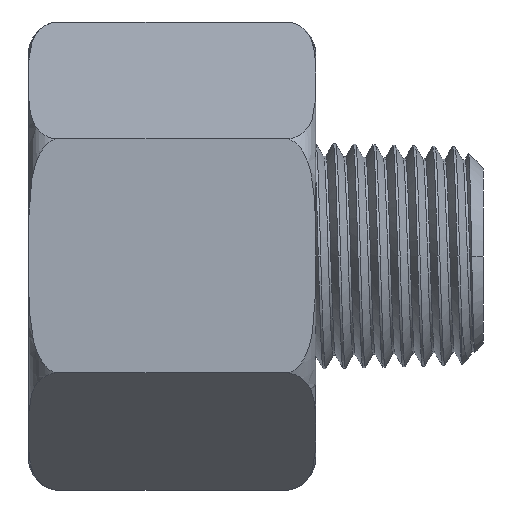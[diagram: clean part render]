
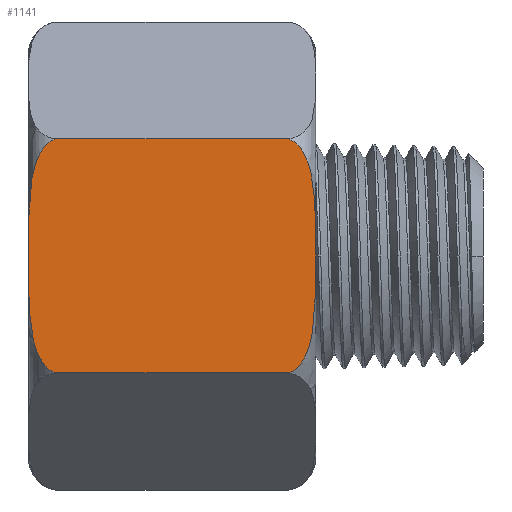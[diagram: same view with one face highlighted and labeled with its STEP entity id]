
A CAD part, front view. The second image highlights one B-rep face of the part: STEP entity #1141.
In plain terms, the highlighted face is planar.
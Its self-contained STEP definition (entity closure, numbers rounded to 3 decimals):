
#77=LINE('',#1644,#124);
#78=LINE('',#1691,#125);
#124=VECTOR('',#1332,1.);
#125=VECTOR('',#1333,1.);
#177=B_SPLINE_CURVE_WITH_KNOTS('',3,(#1598,#1599,#1600,#1601,#1602,#1603,
#1604,#1605,#1606,#1607,#1608,#1609,#1610,#1611,#1612,#1613,#1614,#1615,
#1616,#1617,#1618,#1619),.UNSPECIFIED.,.F.,.F.,(4,2,2,2,2,2,2,2,2,2,4),
(6.083,6.125,6.265,6.406,6.852,
7.299,7.857,8.416,9.533,10.65,
11.767),.UNSPECIFIED.);
#178=B_SPLINE_CURVE_WITH_KNOTS('',3,(#1621,#1622,#1623,#1624,#1625,#1626,
#1627,#1628,#1629,#1630,#1631,#1632,#1633,#1634,#1635,#1636,#1637,#1638,
#1639,#1640,#1641,#1642),.UNSPECIFIED.,.F.,.F.,(4,2,2,2,2,2,2,2,2,2,4),
(11.767,12.884,14.001,15.118,15.676,
16.235,16.681,17.128,17.268,17.408,
17.45),.UNSPECIFIED.);
#179=B_SPLINE_CURVE_WITH_KNOTS('',3,(#1646,#1647,#1648,#1649,#1650,#1651,
#1652,#1653,#1654,#1655,#1656,#1657,#1658,#1659,#1660,#1661,#1662,#1663,
#1664,#1665,#1666,#1667),.UNSPECIFIED.,.F.,.F.,(4,2,2,2,2,2,2,2,2,2,4),
(6.083,6.125,6.265,6.406,6.852,
7.299,7.857,8.416,9.533,10.65,
11.767),.UNSPECIFIED.);
#180=B_SPLINE_CURVE_WITH_KNOTS('',3,(#1669,#1670,#1671,#1672,#1673,#1674,
#1675,#1676,#1677,#1678,#1679,#1680,#1681,#1682,#1683,#1684,#1685,#1686,
#1687,#1688,#1689,#1690),.UNSPECIFIED.,.F.,.F.,(4,2,2,2,2,2,2,2,2,2,4),
(11.767,12.884,14.001,15.118,15.676,
16.235,16.681,17.128,17.268,17.408,
17.45),.UNSPECIFIED.);
#282=FACE_OUTER_BOUND('',#352,.T.);
#352=EDGE_LOOP('',(#767,#768,#769,#770,#771,#772));
#454=VERTEX_POINT('',#1554);
#464=VERTEX_POINT('',#1597);
#465=VERTEX_POINT('',#1620);
#466=VERTEX_POINT('',#1643);
#467=VERTEX_POINT('',#1645);
#468=VERTEX_POINT('',#1668);
#582=EDGE_CURVE('',#464,#454,#177,.T.);
#583=EDGE_CURVE('',#454,#465,#178,.T.);
#584=EDGE_CURVE('',#466,#465,#77,.T.);
#585=EDGE_CURVE('',#466,#467,#179,.T.);
#586=EDGE_CURVE('',#467,#468,#180,.T.);
#587=EDGE_CURVE('',#468,#464,#78,.T.);
#767=ORIENTED_EDGE('',*,*,#582,.T.);
#768=ORIENTED_EDGE('',*,*,#583,.T.);
#769=ORIENTED_EDGE('',*,*,#584,.F.);
#770=ORIENTED_EDGE('',*,*,#585,.T.);
#771=ORIENTED_EDGE('',*,*,#586,.T.);
#772=ORIENTED_EDGE('',*,*,#587,.T.);
#1128=PLANE('',#1221);
#1141=ADVANCED_FACE('',(#282),#1128,.T.);
#1221=AXIS2_PLACEMENT_3D('',#1596,#1330,#1331);
#1330=DIRECTION('center_axis',(0.,0.,1.));
#1331=DIRECTION('ref_axis',(0.,-1.,0.));
#1332=DIRECTION('',(1.,0.,0.));
#1333=DIRECTION('',(1.,0.,0.));
#1554=CARTESIAN_POINT('',(13.598,0.,9.6));
#1596=CARTESIAN_POINT('Origin',(0.,5.543,9.6));
#1597=CARTESIAN_POINT('',(12.309,-5.543,9.6));
#1598=CARTESIAN_POINT('Ctrl Pts',(12.309,-5.543,9.6));
#1599=CARTESIAN_POINT('Ctrl Pts',(12.323,-5.539,9.6));
#1600=CARTESIAN_POINT('Ctrl Pts',(12.337,-5.534,9.6));
#1601=CARTESIAN_POINT('Ctrl Pts',(12.394,-5.514,9.6));
#1602=CARTESIAN_POINT('Ctrl Pts',(12.441,-5.494,9.6));
#1603=CARTESIAN_POINT('Ctrl Pts',(12.531,-5.445,9.6));
#1604=CARTESIAN_POINT('Ctrl Pts',(12.574,-5.417,9.6));
#1605=CARTESIAN_POINT('Ctrl Pts',(12.731,-5.3,9.6));
#1606=CARTESIAN_POINT('Ctrl Pts',(12.84,-5.181,9.6));
#1607=CARTESIAN_POINT('Ctrl Pts',(13.024,-4.917,9.6));
#1608=CARTESIAN_POINT('Ctrl Pts',(13.099,-4.772,9.6));
#1609=CARTESIAN_POINT('Ctrl Pts',(13.233,-4.465,9.6));
#1610=CARTESIAN_POINT('Ctrl Pts',(13.292,-4.287,9.6));
#1611=CARTESIAN_POINT('Ctrl Pts',(13.389,-3.922,9.6));
#1612=CARTESIAN_POINT('Ctrl Pts',(13.427,-3.735,9.6));
#1613=CARTESIAN_POINT('Ctrl Pts',(13.52,-3.161,9.6));
#1614=CARTESIAN_POINT('Ctrl Pts',(13.552,-2.764,9.6));
#1615=CARTESIAN_POINT('Ctrl Pts',(13.589,-1.962,9.6));
#1616=CARTESIAN_POINT('Ctrl Pts',(13.594,-1.557,9.6));
#1617=CARTESIAN_POINT('Ctrl Pts',(13.599,-0.763,9.6));
#1618=CARTESIAN_POINT('Ctrl Pts',(13.598,-0.372,9.6));
#1619=CARTESIAN_POINT('Ctrl Pts',(13.598,0.,9.6));
#1620=CARTESIAN_POINT('',(12.309,5.543,9.6));
#1621=CARTESIAN_POINT('Ctrl Pts',(13.598,0.,9.6));
#1622=CARTESIAN_POINT('Ctrl Pts',(13.598,0.372,9.6));
#1623=CARTESIAN_POINT('Ctrl Pts',(13.599,0.763,9.6));
#1624=CARTESIAN_POINT('Ctrl Pts',(13.594,1.557,9.6));
#1625=CARTESIAN_POINT('Ctrl Pts',(13.589,1.962,9.6));
#1626=CARTESIAN_POINT('Ctrl Pts',(13.552,2.764,9.6));
#1627=CARTESIAN_POINT('Ctrl Pts',(13.52,3.161,9.6));
#1628=CARTESIAN_POINT('Ctrl Pts',(13.427,3.735,9.6));
#1629=CARTESIAN_POINT('Ctrl Pts',(13.389,3.922,9.6));
#1630=CARTESIAN_POINT('Ctrl Pts',(13.292,4.287,9.6));
#1631=CARTESIAN_POINT('Ctrl Pts',(13.233,4.465,9.6));
#1632=CARTESIAN_POINT('Ctrl Pts',(13.099,4.772,9.6));
#1633=CARTESIAN_POINT('Ctrl Pts',(13.024,4.917,9.6));
#1634=CARTESIAN_POINT('Ctrl Pts',(12.84,5.181,9.6));
#1635=CARTESIAN_POINT('Ctrl Pts',(12.731,5.3,9.6));
#1636=CARTESIAN_POINT('Ctrl Pts',(12.574,5.417,9.6));
#1637=CARTESIAN_POINT('Ctrl Pts',(12.531,5.445,9.6));
#1638=CARTESIAN_POINT('Ctrl Pts',(12.441,5.494,9.6));
#1639=CARTESIAN_POINT('Ctrl Pts',(12.394,5.514,9.6));
#1640=CARTESIAN_POINT('Ctrl Pts',(12.337,5.534,9.6));
#1641=CARTESIAN_POINT('Ctrl Pts',(12.323,5.539,9.6));
#1642=CARTESIAN_POINT('Ctrl Pts',(12.309,5.543,9.6));
#1643=CARTESIAN_POINT('',(1.289,5.543,9.6));
#1644=CARTESIAN_POINT('',(0.,5.543,9.6));
#1645=CARTESIAN_POINT('',(0.,0.,9.6));
#1646=CARTESIAN_POINT('Ctrl Pts',(1.289,5.543,9.6));
#1647=CARTESIAN_POINT('Ctrl Pts',(1.275,5.539,9.6));
#1648=CARTESIAN_POINT('Ctrl Pts',(1.261,5.534,9.6));
#1649=CARTESIAN_POINT('Ctrl Pts',(1.204,5.514,9.6));
#1650=CARTESIAN_POINT('Ctrl Pts',(1.157,5.494,9.6));
#1651=CARTESIAN_POINT('Ctrl Pts',(1.067,5.445,9.6));
#1652=CARTESIAN_POINT('Ctrl Pts',(1.024,5.417,9.6));
#1653=CARTESIAN_POINT('Ctrl Pts',(0.867,5.3,9.6));
#1654=CARTESIAN_POINT('Ctrl Pts',(0.758,5.181,9.6));
#1655=CARTESIAN_POINT('Ctrl Pts',(0.574,4.917,9.6));
#1656=CARTESIAN_POINT('Ctrl Pts',(0.499,4.772,9.6));
#1657=CARTESIAN_POINT('Ctrl Pts',(0.365,4.465,9.6));
#1658=CARTESIAN_POINT('Ctrl Pts',(0.306,4.287,9.6));
#1659=CARTESIAN_POINT('Ctrl Pts',(0.209,3.922,9.6));
#1660=CARTESIAN_POINT('Ctrl Pts',(0.171,3.735,9.6));
#1661=CARTESIAN_POINT('Ctrl Pts',(0.078,3.161,9.6));
#1662=CARTESIAN_POINT('Ctrl Pts',(0.046,2.764,9.6));
#1663=CARTESIAN_POINT('Ctrl Pts',(0.009,1.962,
9.6));
#1664=CARTESIAN_POINT('Ctrl Pts',(0.004,1.557,
9.6));
#1665=CARTESIAN_POINT('Ctrl Pts',(-0.001,0.763,
9.6));
#1666=CARTESIAN_POINT('Ctrl Pts',(0.,0.372,
9.6));
#1667=CARTESIAN_POINT('Ctrl Pts',(0.,0.,
9.6));
#1668=CARTESIAN_POINT('',(1.289,-5.543,9.6));
#1669=CARTESIAN_POINT('Ctrl Pts',(0.,0.,
9.6));
#1670=CARTESIAN_POINT('Ctrl Pts',(0.,-0.372,
9.6));
#1671=CARTESIAN_POINT('Ctrl Pts',(-0.001,-0.763,
9.6));
#1672=CARTESIAN_POINT('Ctrl Pts',(0.004,-1.557,
9.6));
#1673=CARTESIAN_POINT('Ctrl Pts',(0.009,-1.962,
9.6));
#1674=CARTESIAN_POINT('Ctrl Pts',(0.046,-2.764,9.6));
#1675=CARTESIAN_POINT('Ctrl Pts',(0.078,-3.161,
9.6));
#1676=CARTESIAN_POINT('Ctrl Pts',(0.171,-3.735,9.6));
#1677=CARTESIAN_POINT('Ctrl Pts',(0.209,-3.922,9.6));
#1678=CARTESIAN_POINT('Ctrl Pts',(0.306,-4.287,9.6));
#1679=CARTESIAN_POINT('Ctrl Pts',(0.365,-4.465,9.6));
#1680=CARTESIAN_POINT('Ctrl Pts',(0.499,-4.772,9.6));
#1681=CARTESIAN_POINT('Ctrl Pts',(0.574,-4.917,9.6));
#1682=CARTESIAN_POINT('Ctrl Pts',(0.758,-5.181,9.6));
#1683=CARTESIAN_POINT('Ctrl Pts',(0.867,-5.3,9.6));
#1684=CARTESIAN_POINT('Ctrl Pts',(1.024,-5.417,9.6));
#1685=CARTESIAN_POINT('Ctrl Pts',(1.067,-5.445,9.6));
#1686=CARTESIAN_POINT('Ctrl Pts',(1.157,-5.494,9.6));
#1687=CARTESIAN_POINT('Ctrl Pts',(1.204,-5.514,9.6));
#1688=CARTESIAN_POINT('Ctrl Pts',(1.261,-5.534,9.6));
#1689=CARTESIAN_POINT('Ctrl Pts',(1.275,-5.539,9.6));
#1690=CARTESIAN_POINT('Ctrl Pts',(1.289,-5.543,9.6));
#1691=CARTESIAN_POINT('',(0.,-5.543,9.6));
